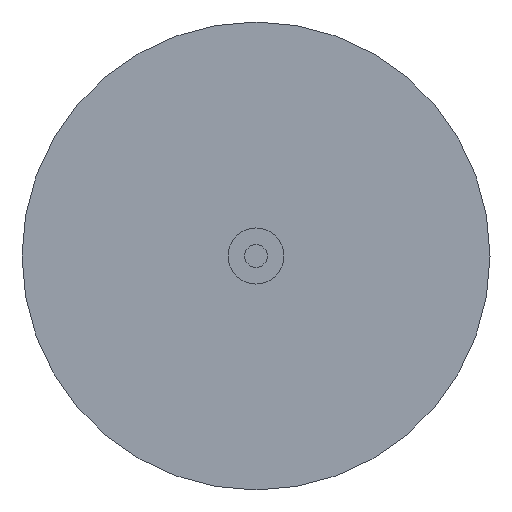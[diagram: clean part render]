
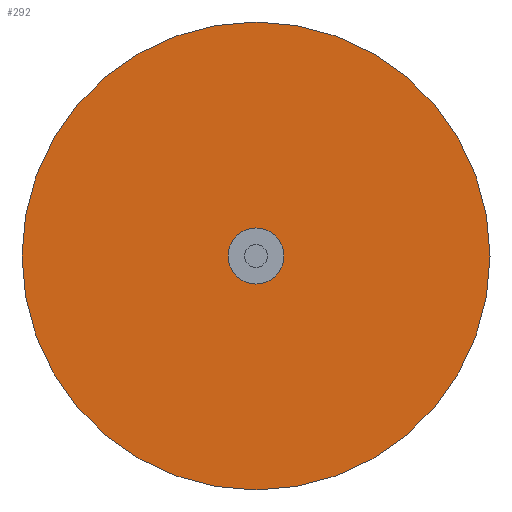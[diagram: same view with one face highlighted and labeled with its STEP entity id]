
A CAD part, left-side view. The second image highlights one B-rep face of the part: STEP entity #292.
In plain terms, the highlighted planar face has unit normal (-1, 0, 0).
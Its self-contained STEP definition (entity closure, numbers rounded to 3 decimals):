
#43=CARTESIAN_POINT('',(5.,0.,0.));
#44=DIRECTION('',(1.,0.,0.));
#45=DIRECTION('',(0.,0.,-1.));
#46=AXIS2_PLACEMENT_3D('',#43,#44,#45);
#48=CARTESIAN_POINT('',(5.,0.,0.));
#49=DIRECTION('',(1.,0.,0.));
#50=DIRECTION('',(0.,0.,1.));
#51=AXIS2_PLACEMENT_3D('',#48,#49,#50);
#53=CARTESIAN_POINT('',(5.,0.,0.));
#54=DIRECTION('',(-1.,0.,0.));
#55=DIRECTION('',(0.,0.,-1.));
#56=AXIS2_PLACEMENT_3D('',#53,#54,#55);
#58=CARTESIAN_POINT('',(5.,0.,0.));
#59=DIRECTION('',(-1.,0.,0.));
#60=DIRECTION('',(0.,0.,1.));
#61=AXIS2_PLACEMENT_3D('',#58,#59,#60);
#185=CARTESIAN_POINT('',(5.,0.,-1.25));
#186=VERTEX_POINT('',#185);
#187=CARTESIAN_POINT('',(5.,0.,1.25));
#188=VERTEX_POINT('',#187);
#189=CARTESIAN_POINT('',(5.,0.,-0.15));
#190=CARTESIAN_POINT('',(5.,0.,0.15));
#191=VERTEX_POINT('',#189);
#192=VERTEX_POINT('',#190);
#277=CARTESIAN_POINT('',(5.,0.,0.));
#278=DIRECTION('',(1.,0.,0.));
#279=DIRECTION('',(0.,0.,1.));
#280=AXIS2_PLACEMENT_3D('',#277,#278,#279);
#281=PLANE('',#280);
#283=ORIENTED_EDGE('',*,*,#282,.T.);
#285=ORIENTED_EDGE('',*,*,#284,.T.);
#286=EDGE_LOOP('',(#283,#285));
#287=FACE_OUTER_BOUND('',#286,.F.);
#288=ORIENTED_EDGE('',*,*,#259,.T.);
#289=ORIENTED_EDGE('',*,*,#270,.T.);
#290=EDGE_LOOP('',(#288,#289));
#291=FACE_BOUND('',#290,.F.);
#292=ADVANCED_FACE('',(#287,#291),#281,.F.);
#47=CIRCLE('',#46,1.25);
#52=CIRCLE('',#51,1.25);
#57=CIRCLE('',#56,0.15);
#62=CIRCLE('',#61,0.15);
#259=EDGE_CURVE('',#191,#192,#57,.T.);
#270=EDGE_CURVE('',#192,#191,#62,.T.);
#282=EDGE_CURVE('',#186,#188,#47,.T.);
#284=EDGE_CURVE('',#188,#186,#52,.T.);
